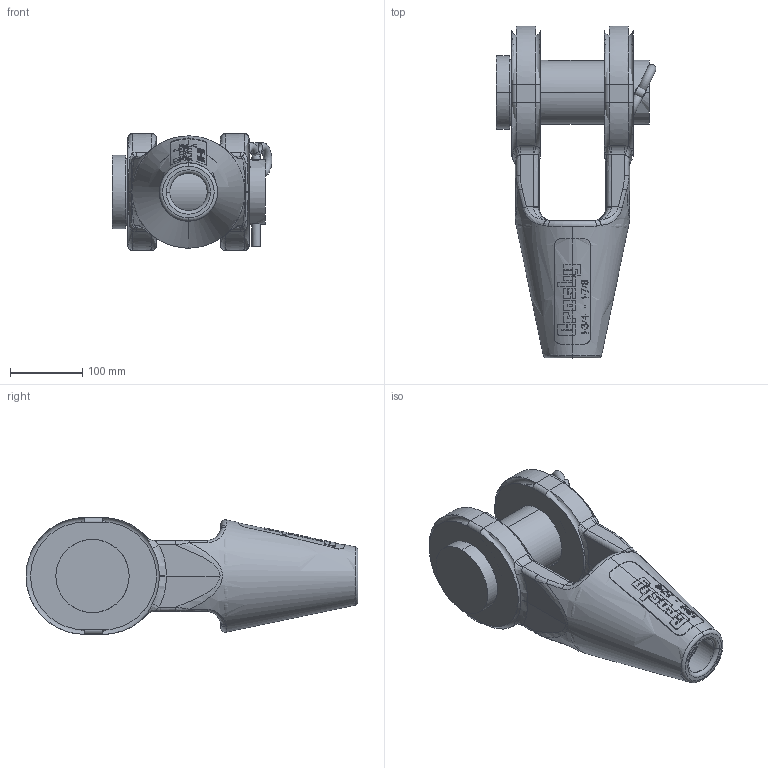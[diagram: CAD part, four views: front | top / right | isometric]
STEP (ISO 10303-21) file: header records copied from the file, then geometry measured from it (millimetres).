
FILE_DESCRIPTION((''),'2;1');
FILE_NAME('CROSBY_416_188_1039833-1039842','2011-08-31T',('Alan Doughty'),('The Crosby Group LLC'),'PRO/ENGINEER BY PARAMETRIC TECHNOLOGY CORPORATION, 2010230','PRO/ENGINEER BY PARAMETRIC TECHNOLOGY CORPORATION, 2010230','');
FILE_SCHEMA(('CONFIG_CONTROL_DESIGN'));
Products named in the file (1): CROSBY_416_188_1039833-1039842
Bounding box: 221.84 x 460.5 x 162.05 mm (x, y, z)
Surface area: 565920.3 mm2 (no closed solid volume)
Topology: 0 solids, 0 shells, 487 faces, 2604 edges, 2583 vertices
Faces by surface type: bspline 458, torus 25, sphere 4
Entity records: 46432 total; most frequent: CARTESIAN_POINT 27621, DEFINITIONAL_REPRESENTATION 2566, PCURVE 2566, COMPOSITE_CURVE_SEGMENT 2566, DIRECTION 2155, B_SPLINE_CURVE_WITH_KNOTS 2048, TRIMMED_CURVE 1801, VECTOR 1505
